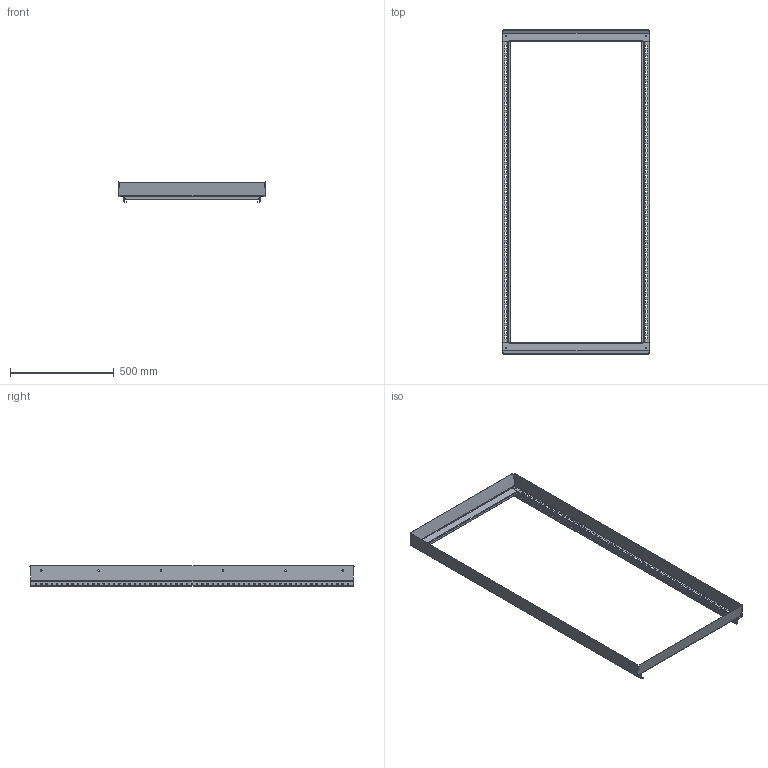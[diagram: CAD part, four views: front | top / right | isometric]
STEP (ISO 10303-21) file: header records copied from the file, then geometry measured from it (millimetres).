
FILE_DESCRIPTION((''),'2;1');
FILE_NAME('BTM16580.stp','2016-10-28T14:36:41',('User'),('SDRC'), 'I-DEAS Master Series 9','UNIX','Yes');
FILE_SCHEMA(('CONFIG_CONTROL_DESIGN', 'GEOMETRIC_VALIDATION_PROPERTIES_MIM','SHAPE_APPEARANCE_LAYER_MIM'));
Length unit declared in the file: millimetre
Assembly tree (4 placements, depth 0):
Bounding box: 710 x 1559.99 x 98 mm (x, y, z)
Volume: 835275.2 mm3; surface area: 1141327.5 mm2
Topology: 4 solids, 4 shells, 682 faces, 2018 edges, 1344 vertices
Faces by surface type: bspline 682
Entity records: 12396 total; most frequent: CARTESIAN_POINT 5532, ORIENTED_EDGE 2018, EDGE_CURVE 1009, QUASI_UNIFORM_CURVE 841, VERTEX_POINT 672, EDGE_LOOP 597, FACE_OUTER_BOUND 341, ADVANCED_FACE 341
